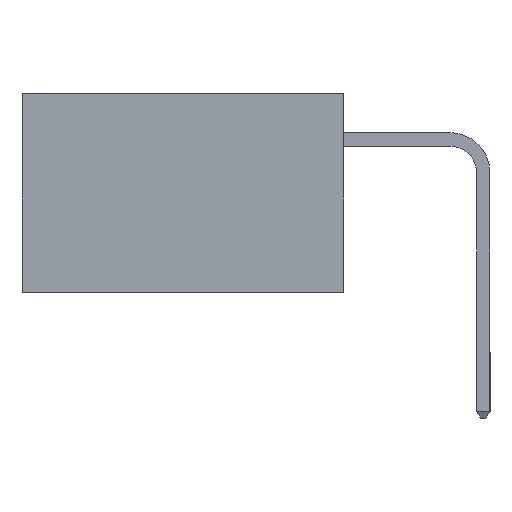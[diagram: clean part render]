
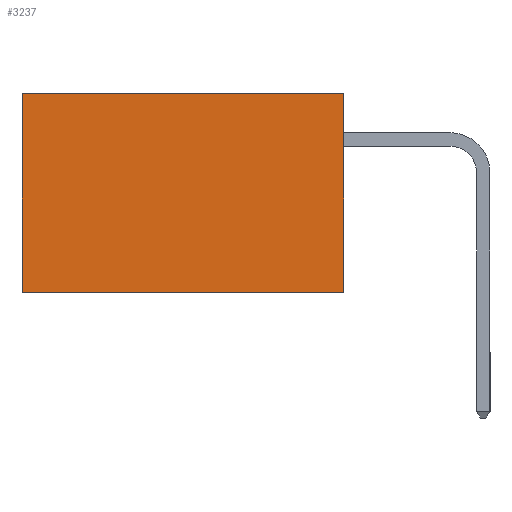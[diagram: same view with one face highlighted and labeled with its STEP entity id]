
A CAD part, left-side view. The second image highlights one B-rep face of the part: STEP entity #3237.
In plain terms, the highlighted planar face has unit normal (-1, 0, 0).
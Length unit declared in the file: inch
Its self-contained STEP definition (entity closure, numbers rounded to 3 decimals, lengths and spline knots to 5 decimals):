
#173 = EDGE_CURVE ( 'NONE', #7227, #3521, #3555, .T. ) ;
#280 = EDGE_CURVE ( 'NONE', #3521, #1772, #3532, .T. ) ;
#726 = VECTOR ( 'NONE', #8178, 39.37008 ) ;
#1497 = LINE ( 'NONE', #4133, #8625 ) ;
#1545 = DIRECTION ( 'NONE',  ( 0., 0., -1. ) ) ;
#1673 = ORIENTED_EDGE ( 'NONE', *, *, #7640, .T. ) ;
#1772 = VERTEX_POINT ( 'NONE', #1858 ) ;
#1858 = CARTESIAN_POINT ( 'NONE',  ( 0.298, 0.6, -0.37 ) ) ;
#1863 = PLANE ( 'NONE',  #6793 ) ;
#2474 = DIRECTION ( 'NONE',  ( 0., 0., -1. ) ) ;
#2508 = DIRECTION ( 'NONE',  ( 1., 0., 0. ) ) ;
#2702 = CARTESIAN_POINT ( 'NONE',  ( 0.298, 0., 0. ) ) ;
#3237 = ADVANCED_FACE ( 'NONE', ( #8599 ), #1863, .F. ) ;
#3294 = LINE ( 'NONE', #3552, #5561 ) ;
#3313 = CARTESIAN_POINT ( 'NONE',  ( 0.298, 0., 0. ) ) ;
#3521 = VERTEX_POINT ( 'NONE', #6325 ) ;
#3532 = LINE ( 'NONE', #7784, #8388 ) ;
#3552 = CARTESIAN_POINT ( 'NONE',  ( 0.298, 0.6, 0. ) ) ;
#3555 = LINE ( 'NONE', #2702, #726 ) ;
#4123 = CARTESIAN_POINT ( 'NONE',  ( 0.298, 0.6, 0. ) ) ;
#4133 = CARTESIAN_POINT ( 'NONE',  ( 0.298, 0., 0. ) ) ;
#4343 = ORIENTED_EDGE ( 'NONE', *, *, #173, .F. ) ;
#4505 = EDGE_CURVE ( 'NONE', #6775, #1772, #3294, .T. ) ;
#5561 = VECTOR ( 'NONE', #1545, 39.37008 ) ;
#5767 = EDGE_LOOP ( 'NONE', ( #5930, #8665, #4343, #1673 ) ) ;
#5850 = CARTESIAN_POINT ( 'NONE',  ( 0.298, 0., 0. ) ) ;
#5930 = ORIENTED_EDGE ( 'NONE', *, *, #4505, .T. ) ;
#6325 = CARTESIAN_POINT ( 'NONE',  ( 0.298, 0., -0.37 ) ) ;
#6775 = VERTEX_POINT ( 'NONE', #4123 ) ;
#6793 = AXIS2_PLACEMENT_3D ( 'NONE', #3313, #2508, #2474 ) ;
#7227 = VERTEX_POINT ( 'NONE', #5850 ) ;
#7640 = EDGE_CURVE ( 'NONE', #7227, #6775, #1497, .T. ) ;
#7784 = CARTESIAN_POINT ( 'NONE',  ( 0.298, 0., -0.37 ) ) ;
#7809 = DIRECTION ( 'NONE',  ( 0., 1., 0. ) ) ;
#8178 = DIRECTION ( 'NONE',  ( 0., 0., -1. ) ) ;
#8236 = DIRECTION ( 'NONE',  ( 0., 1., 0. ) ) ;
#8388 = VECTOR ( 'NONE', #7809, 39.37008 ) ;
#8599 = FACE_OUTER_BOUND ( 'NONE', #5767, .T. ) ;
#8625 = VECTOR ( 'NONE', #8236, 39.37008 ) ;
#8665 = ORIENTED_EDGE ( 'NONE', *, *, #280, .F. ) ;
